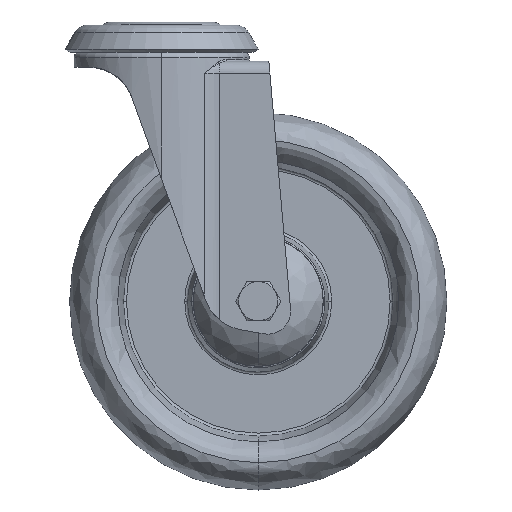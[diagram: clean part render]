
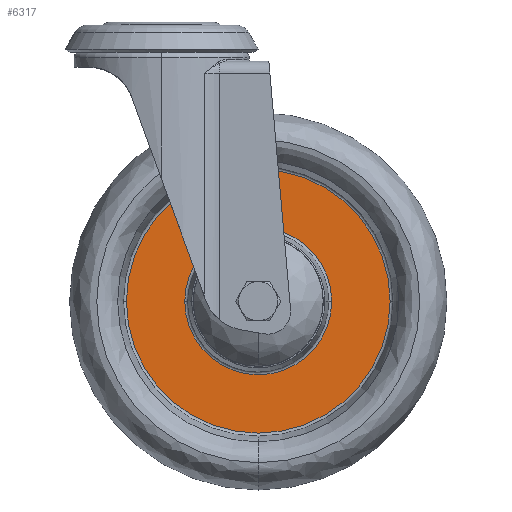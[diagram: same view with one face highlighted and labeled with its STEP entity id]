
A CAD part, top view. The second image highlights one B-rep face of the part: STEP entity #6317.
In plain terms, the highlighted planar face has unit normal (0, 0, 1).
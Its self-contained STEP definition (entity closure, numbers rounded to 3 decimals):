
#273 = PLANE ( 'NONE',  #7633 ) ;
#394 = ORIENTED_EDGE ( 'NONE', *, *, #5219, .T. ) ;
#700 = DIRECTION ( 'NONE',  ( 0., 0., -1. ) ) ;
#893 = CIRCLE ( 'NONE', #7093, 24.335 ) ;
#1033 = ORIENTED_EDGE ( 'NONE', *, *, #8603, .F. ) ;
#1169 = CARTESIAN_POINT ( 'NONE',  ( 16.981, -1.283, 2.5 ) ) ;
#1319 = DIRECTION ( 'NONE',  ( 0., 0., -1. ) ) ;
#1372 = DIRECTION ( 'NONE',  ( -1., 0., 0. ) ) ;
#1653 = CIRCLE ( 'NONE', #2462, 43.677 ) ;
#1727 = EDGE_LOOP ( 'NONE', ( #1033, #5998 ) ) ;
#1952 = VERTEX_POINT ( 'NONE', #3335 ) ;
#2054 = AXIS2_PLACEMENT_3D ( 'NONE', #2137, #1319, #8222 ) ;
#2137 = CARTESIAN_POINT ( 'NONE',  ( 16.981, -44.96, 2.5 ) ) ;
#2187 = CARTESIAN_POINT ( 'NONE',  ( 16.981, -44.96, 2.5 ) ) ;
#2426 = DIRECTION ( 'NONE',  ( -1., 0., 0. ) ) ;
#2462 = AXIS2_PLACEMENT_3D ( 'NONE', #2187, #5227, #1372 ) ;
#2499 = FACE_OUTER_BOUND ( 'NONE', #1727, .T. ) ;
#3335 = CARTESIAN_POINT ( 'NONE',  ( -26.695, -44.96, 2.5 ) ) ;
#3455 = DIRECTION ( 'NONE',  ( 1., 0., 0. ) ) ;
#3879 = CARTESIAN_POINT ( 'NONE',  ( 60.658, -44.96, 2.5 ) ) ;
#4113 = VERTEX_POINT ( 'NONE', #3879 ) ;
#4129 = CIRCLE ( 'NONE', #2054, 43.677 ) ;
#4135 = CARTESIAN_POINT ( 'NONE',  ( -7.353, -44.96, 2.5 ) ) ;
#4538 = ORIENTED_EDGE ( 'NONE', *, *, #7497, .T. ) ;
#5219 = EDGE_CURVE ( 'NONE', #7950, #8162, #7442, .T. ) ;
#5227 = DIRECTION ( 'NONE',  ( 0., 0., -1. ) ) ;
#5998 = ORIENTED_EDGE ( 'NONE', *, *, #6375, .F. ) ;
#6215 = DIRECTION ( 'NONE',  ( 0., 0., -1. ) ) ;
#6264 = FACE_BOUND ( 'NONE', #8194, .T. ) ;
#6317 = ADVANCED_FACE ( 'NONE', ( #6264, #2499 ), #273, .T. ) ;
#6375 = EDGE_CURVE ( 'NONE', #4113, #1952, #4129, .T. ) ;
#7093 = AXIS2_PLACEMENT_3D ( 'NONE', #7600, #700, #8929 ) ;
#7442 = CIRCLE ( 'NONE', #8253, 24.335 ) ;
#7497 = EDGE_CURVE ( 'NONE', #8162, #7950, #893, .T. ) ;
#7530 = CARTESIAN_POINT ( 'NONE',  ( 41.316, -44.96, 2.5 ) ) ;
#7600 = CARTESIAN_POINT ( 'NONE',  ( 16.981, -44.96, 2.5 ) ) ;
#7633 = AXIS2_PLACEMENT_3D ( 'NONE', #1169, #8844, #3455 ) ;
#7950 = VERTEX_POINT ( 'NONE', #7530 ) ;
#8162 = VERTEX_POINT ( 'NONE', #4135 ) ;
#8194 = EDGE_LOOP ( 'NONE', ( #4538, #394 ) ) ;
#8222 = DIRECTION ( 'NONE',  ( -1., 0., 0. ) ) ;
#8253 = AXIS2_PLACEMENT_3D ( 'NONE', #9290, #6215, #2426 ) ;
#8603 = EDGE_CURVE ( 'NONE', #1952, #4113, #1653, .T. ) ;
#8844 = DIRECTION ( 'NONE',  ( 0., 0., 1. ) ) ;
#8929 = DIRECTION ( 'NONE',  ( -1., 0., 0. ) ) ;
#9290 = CARTESIAN_POINT ( 'NONE',  ( 16.981, -44.96, 2.5 ) ) ;
